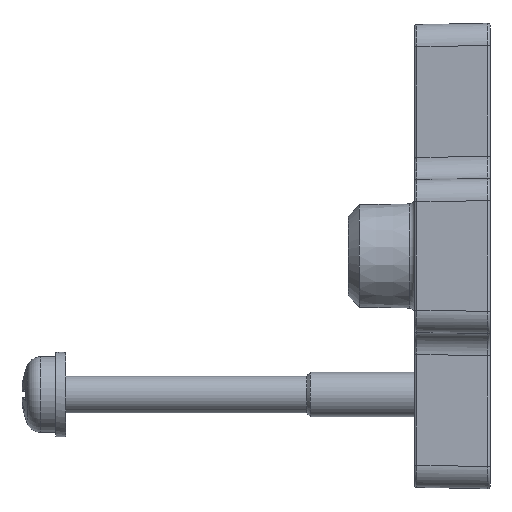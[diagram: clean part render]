
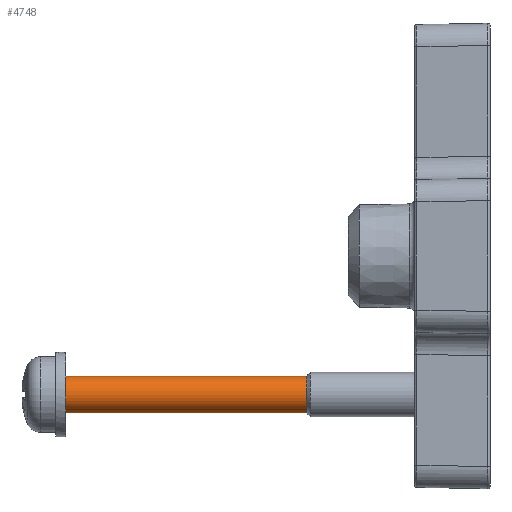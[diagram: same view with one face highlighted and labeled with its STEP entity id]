
A CAD part, left-side view. The second image highlights one B-rep face of the part: STEP entity #4748.
In plain terms, the highlighted cylindrical face has radius 1.65 mm (diameter 3.3 mm), a full revolution.
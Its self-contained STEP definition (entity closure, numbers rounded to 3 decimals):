
#213=CYLINDRICAL_SURFACE('',#5390,1.65);
#1070=FACE_BOUND('',#1687,.T.);
#1355=FACE_OUTER_BOUND('',#1686,.T.);
#1686=EDGE_LOOP('',(#4284));
#1687=EDGE_LOOP('',(#4285));
#1883=CIRCLE('',#5297,1.65);
#1928=CIRCLE('',#5391,1.65);
#2257=VERTEX_POINT('',#9664);
#2342=VERTEX_POINT('',#10579);
#2891=EDGE_CURVE('',#2257,#2257,#1883,.T.);
#3012=EDGE_CURVE('',#2342,#2342,#1928,.T.);
#4284=ORIENTED_EDGE('',*,*,#2891,.T.);
#4285=ORIENTED_EDGE('',*,*,#3012,.T.);
#4748=ADVANCED_FACE('',(#1355,#1070),#213,.T.);
#5297=AXIS2_PLACEMENT_3D('',#9665,#6622,#6623);
#5390=AXIS2_PLACEMENT_3D('',#10578,#6820,#6821);
#5391=AXIS2_PLACEMENT_3D('',#10580,#6822,#6823);
#6622=DIRECTION('center_axis',(-1.,0.,0.));
#6623=DIRECTION('ref_axis',(0.,0.,1.));
#6820=DIRECTION('center_axis',(1.,0.,0.));
#6821=DIRECTION('ref_axis',(0.,0.,1.));
#6822=DIRECTION('center_axis',(1.,0.,0.));
#6823=DIRECTION('ref_axis',(0.,0.,1.));
#9664=CARTESIAN_POINT('',(22.65,1.65,0.));
#9665=CARTESIAN_POINT('Origin',(22.65,0.,0.));
#10578=CARTESIAN_POINT('Origin',(0.,0.,
0.));
#10579=CARTESIAN_POINT('',(0.,0.,-1.65));
#10580=CARTESIAN_POINT('Origin',(0.,0.,
0.));
